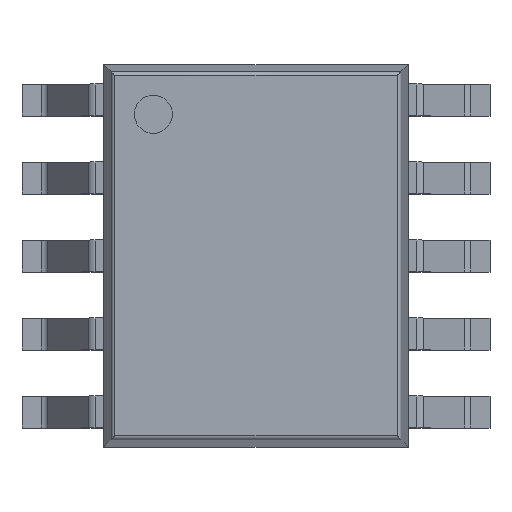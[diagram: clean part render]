
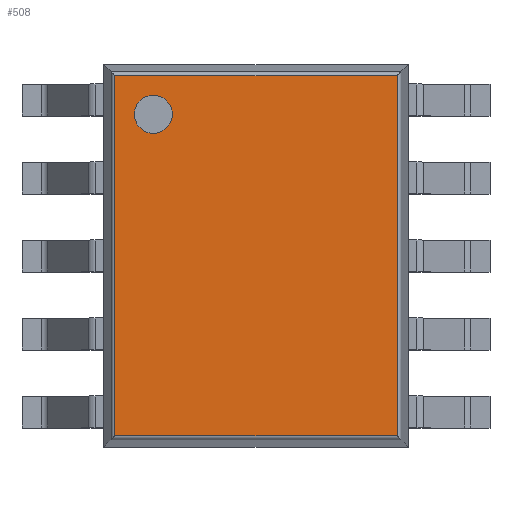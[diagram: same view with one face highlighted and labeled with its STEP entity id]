
A CAD part, top view. The second image highlights one B-rep face of the part: STEP entity #508.
In plain terms, the highlighted planar face has unit normal (0, 0, 1).
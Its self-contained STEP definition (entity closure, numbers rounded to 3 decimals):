
#414=VERTEX_POINT('',#415);
#415=CARTESIAN_POINT('',(-1.809,-2.309,1.75));
#422=EDGE_CURVE('',#414,#423,#425,.T.);
#423=VERTEX_POINT('',#424);
#424=CARTESIAN_POINT('',(-1.809,2.309,1.75));
#425=LINE('',#426,#427);
#426=CARTESIAN_POINT('',(-1.809,-2.353,1.75));
#427=VECTOR('',#428,1.0);
#428=DIRECTION('',(0.0,1.0,0.0));
#489=VERTEX_POINT('',#490);
#490=CARTESIAN_POINT('',(1.809,-2.309,1.75));
#497=EDGE_CURVE('',#489,#414,#498,.F.);
#498=LINE('',#499,#500);
#499=CARTESIAN_POINT('',(-1.853,-2.309,1.75));
#500=VECTOR('',#501,1.0);
#501=DIRECTION('',(1.0,0.0,0.0));
#508=ADVANCED_FACE('',(#509,#527),#538,.T.);
#509=FACE_BOUND('',#510,.T.);
#510=EDGE_LOOP('',(#511,#512,#513,#521));
#511=ORIENTED_EDGE('',*,*,#422,.F.);
#512=ORIENTED_EDGE('',*,*,#497,.F.);
#513=ORIENTED_EDGE('',*,*,#514,.T.);
#514=EDGE_CURVE('',#489,#515,#517,.T.);
#515=VERTEX_POINT('',#516);
#516=CARTESIAN_POINT('',(1.809,2.309,1.75));
#517=LINE('',#518,#519);
#518=CARTESIAN_POINT('',(1.809,-2.353,1.75));
#519=VECTOR('',#520,1.0);
#520=DIRECTION('',(0.0,1.0,0.0));
#521=ORIENTED_EDGE('',*,*,#522,.T.);
#522=EDGE_CURVE('',#515,#423,#523,.F.);
#523=LINE('',#524,#525);
#524=CARTESIAN_POINT('',(-1.853,2.309,1.75));
#525=VECTOR('',#526,1.0);
#526=DIRECTION('',(1.0,0.0,0.0));
#527=FACE_BOUND('',#528,.T.);
#528=EDGE_LOOP('',(#529));
#529=ORIENTED_EDGE('',*,*,#530,.T.);
#530=EDGE_CURVE('',#531,#531,#533,.F.);
#531=VERTEX_POINT('',#532);
#532=CARTESIAN_POINT('',(-1.071,1.815,1.75));
#533=CIRCLE('',#534,0.244);
#534=AXIS2_PLACEMENT_3D('',#535,#536,#537);
#535=CARTESIAN_POINT('',(-1.315,1.815,1.75));
#536=DIRECTION('',(0.0,0.0,1.0));
#537=DIRECTION('',(1.0,0.0,0.0));
#538=PLANE('',#539);
#539=AXIS2_PLACEMENT_3D('',#540,#541,#542);
#540=CARTESIAN_POINT('',(-1.95,-2.45,1.75));
#541=DIRECTION('',(0.0,0.0,1.0));
#542=DIRECTION('',(1.0,0.0,0.0));
